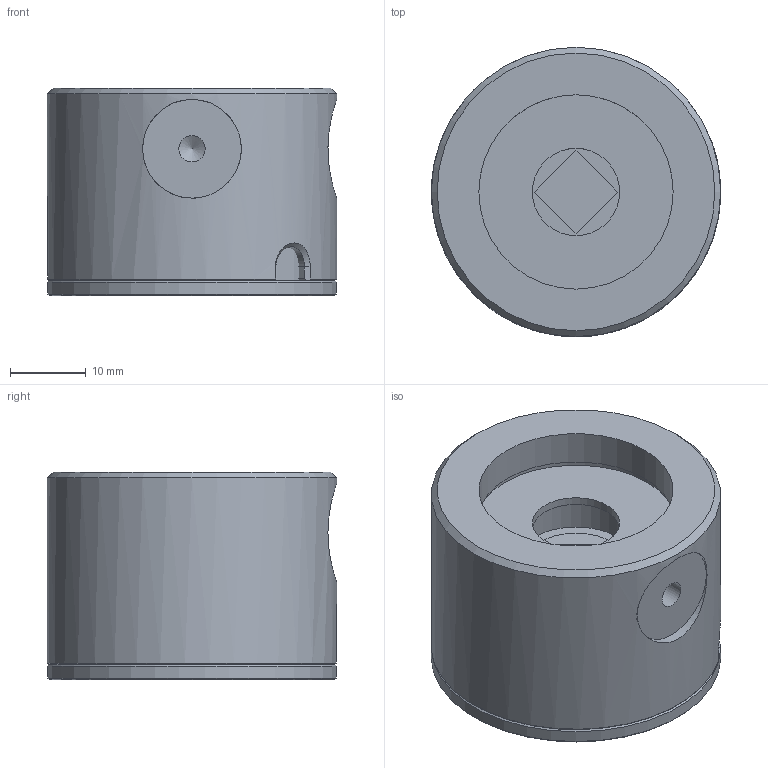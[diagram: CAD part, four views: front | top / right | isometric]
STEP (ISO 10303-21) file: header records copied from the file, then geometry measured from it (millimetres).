
FILE_DESCRIPTION (( 'STEP AP214' ), '1' );
FILE_NAME ('103360 DET PHOTO PYRO.STEP', '2021-04-19T14:08:25', ( '' ), ( '' ), 'SwSTEP 2.0', 'SolidWorks 2020', '' );
FILE_SCHEMA (( 'AUTOMOTIVE_DESIGN' ));
Length unit declared in the file: millimetre
Products named in the file (1): 103360 DET PHOTO  PYRO
Bounding box: 38.1 x 38.1 x 27.38 mm (x, y, z)
Volume: 30639.8 mm3; surface area: 11491.1 mm2
Topology: 2 solids, 5 shells, 133 faces, 320 edges, 206 vertices
Faces by surface type: plane 66, cylinder 43, cone 22, bspline 1, torus 1
Full cylindrical faces by diameter (mm): 1.778 x7, 2.184 x3, 2.438 x3, 3.3 x1, 3.454 x1, 11.5 x1, 13 x2, 13.34 x1, 15.24 x1, 25.6 x1, 25.9 x1, 26.392 x1, 35 x1, 38.1 x2
Entity records: 5501 total; most frequent: CARTESIAN_POINT 1240, DIRECTION 599, ORIENTED_EDGE 502, EDGE_CURVE 251, AXIS2_PLACEMENT_3D 230, EDGE_LOOP 199, VERTEX_POINT 184, FACE_OUTER_BOUND 160
